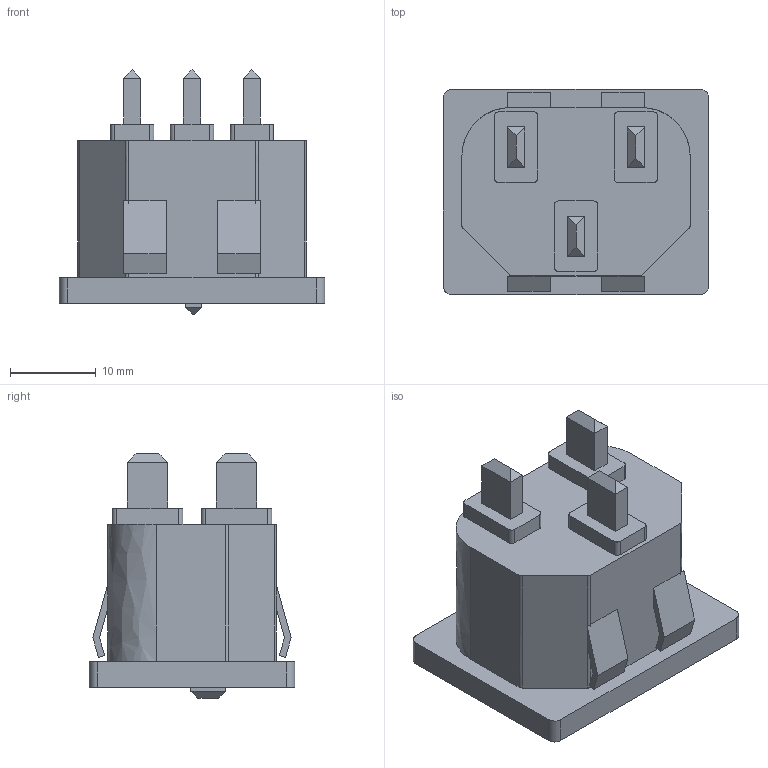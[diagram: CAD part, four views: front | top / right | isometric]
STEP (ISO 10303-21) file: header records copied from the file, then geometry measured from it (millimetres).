
FILE_DESCRIPTION( ('This file contains a STEP AP42 implementation' ,'as created by ZW3D STEP Interface translator.') ,'2;1' );
FILE_NAME( 'IEC320-C20.stp' ,'1712 4.103857', (''), ('ZWCAD Software Co.'), 'Version 1.0', 'ZW3D to STEP translator', '' );
FILE_SCHEMA( ('CONFIG_CONTROL_DESIGN') );
Length unit declared in the file: millimetre
Products named in the file (2): 0; IEC320-C20
Bounding box: 31 x 24 x 28.57 mm (x, y, z)
Volume: 4549.3 mm3; surface area: 5549.9 mm2
Topology: 1 solids, 1 shells, 146 faces, 379 edges, 246 vertices
Faces by surface type: bspline 146
Entity records: 5611 total; most frequent: CARTESIAN_POINT 3097, ORIENTED_EDGE 758, EDGE_CURVE 379, B_SPLINE_CURVE_WITH_KNOTS 365, VERTEX_POINT 246, EDGE_LOOP 157, FACE_OUTER_BOUND 146, ADVANCED_FACE 146
